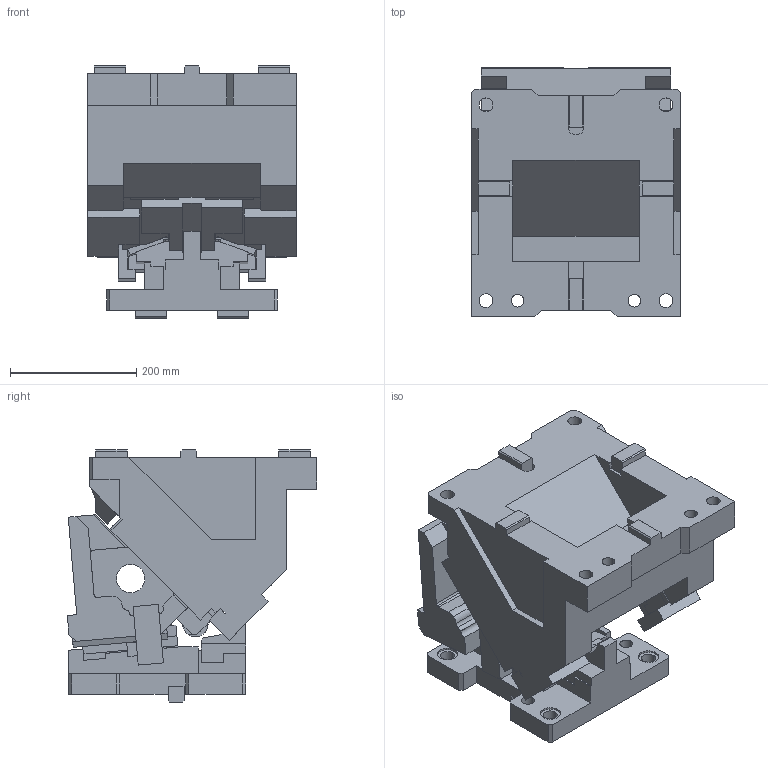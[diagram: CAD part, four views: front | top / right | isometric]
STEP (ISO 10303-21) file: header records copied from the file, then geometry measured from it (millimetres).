
FILE_DESCRIPTION(('CATIA V5 STEP Exchange'),'2;1');
FILE_NAME('CACN_F_300_05.stp','2015-04-24T09:59:25+00:00',('none'),('none'),'CATIA Version 5 Release 19 SP 2 (IN-10)','CATIA V5 STEP AP203','none');
FILE_SCHEMA(('CONFIG_CONTROL_DESIGN'));
Length unit declared in the file: millimetre
Products named in the file (1): CACN_F_300_05
Bounding box: 330 x 394.82 x 399 mm (x, y, z)
Volume: 25515394.8 mm3; surface area: 1392681.2 mm2
Topology: 3 solids, 3 shells, 570 faces, 1628 edges, 1075 vertices
Faces by surface type: plane 470, cylinder 96, cone 4
Entity records: 19110 total; most frequent: CARTESIAN_POINT 4560, ORIENTED_EDGE 3248, DIRECTION 2561, EDGE_CURVE 1624, VECTOR 1395, LINE 1395, VERTEX_POINT 1075, AXIS2_PLACEMENT_3D 655
